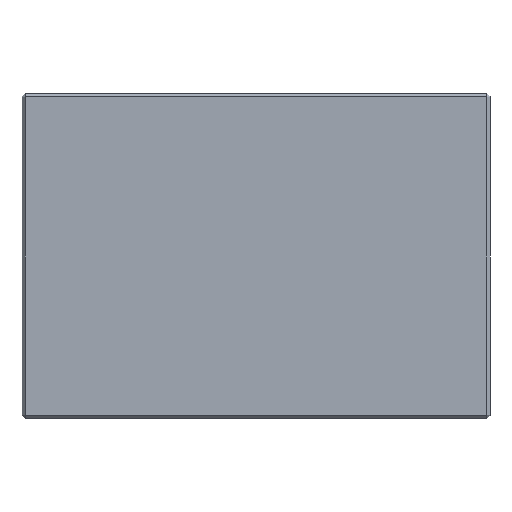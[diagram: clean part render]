
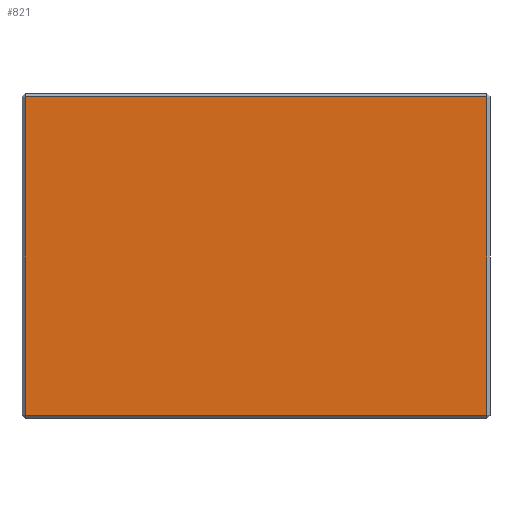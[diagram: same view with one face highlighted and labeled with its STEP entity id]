
A CAD part, front view. The second image highlights one B-rep face of the part: STEP entity #821.
In plain terms, the highlighted planar face has unit normal (0, -1, 0).
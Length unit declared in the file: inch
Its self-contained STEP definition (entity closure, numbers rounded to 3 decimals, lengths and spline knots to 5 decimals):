
#79=LINE('',#1853,#161);
#80=LINE('',#1855,#162);
#81=LINE('',#1857,#163);
#82=LINE('',#1858,#164);
#161=VECTOR('',#980,39.37008);
#162=VECTOR('',#981,39.37008);
#163=VECTOR('',#982,39.37008);
#164=VECTOR('',#983,39.37008);
#204=FACE_OUTER_BOUND('',#250,.T.);
#250=EDGE_LOOP('',(#694,#695,#696,#697));
#403=VERTEX_POINT('',#1851);
#404=VERTEX_POINT('',#1852);
#405=VERTEX_POINT('',#1854);
#406=VERTEX_POINT('',#1856);
#500=EDGE_CURVE('',#403,#404,#79,.T.);
#501=EDGE_CURVE('',#404,#405,#80,.T.);
#502=EDGE_CURVE('',#405,#406,#81,.T.);
#503=EDGE_CURVE('',#406,#403,#82,.T.);
#694=ORIENTED_EDGE('',*,*,#500,.T.);
#695=ORIENTED_EDGE('',*,*,#501,.T.);
#696=ORIENTED_EDGE('',*,*,#502,.T.);
#697=ORIENTED_EDGE('',*,*,#503,.T.);
#785=PLANE('',#871);
#821=ADVANCED_FACE('',(#204),#785,.T.);
#871=AXIS2_PLACEMENT_3D('',#1850,#978,#979);
#978=DIRECTION('center_axis',(0.,-1.,0.));
#979=DIRECTION('ref_axis',(0.,0.,-1.));
#980=DIRECTION('',(0.,0.,1.));
#981=DIRECTION('',(-1.,0.,0.));
#982=DIRECTION('',(0.,0.,-1.));
#983=DIRECTION('',(1.,0.,0.));
#1850=CARTESIAN_POINT('Origin',(0.,-0.01969,0.));
#1851=CARTESIAN_POINT('',(0.69882,-0.01969,-0.48228));
#1852=CARTESIAN_POINT('',(0.69882,-0.01969,0.48228));
#1853=CARTESIAN_POINT('',(0.69882,-0.01969,0.49213));
#1854=CARTESIAN_POINT('',(-0.69882,-0.01969,0.48228));
#1855=CARTESIAN_POINT('',(-0.70866,-0.01969,0.48228));
#1856=CARTESIAN_POINT('',(-0.69882,-0.01969,-0.48228));
#1857=CARTESIAN_POINT('',(-0.69882,-0.01969,-0.49213));
#1858=CARTESIAN_POINT('',(0.70866,-0.01969,-0.48228));
